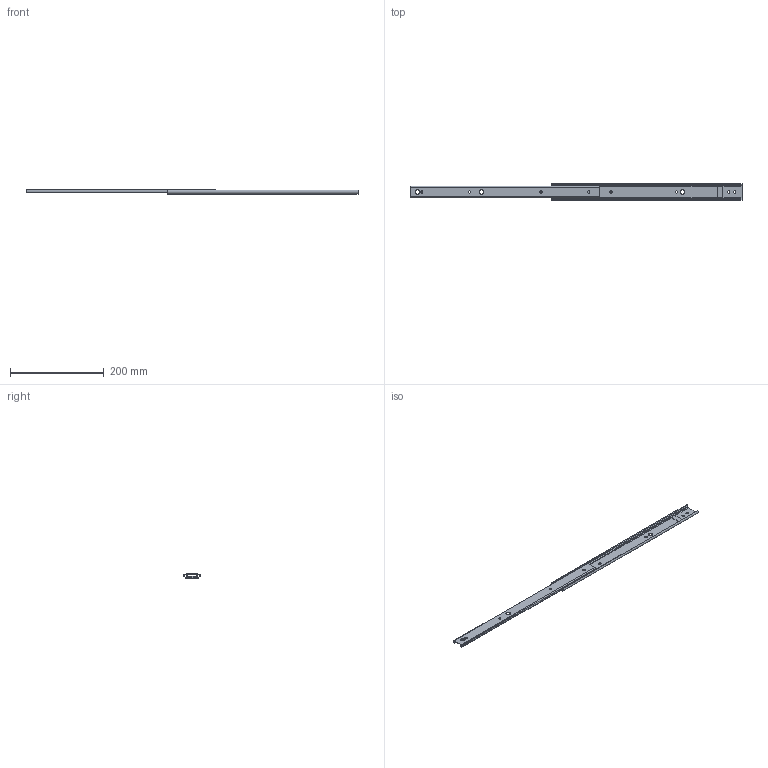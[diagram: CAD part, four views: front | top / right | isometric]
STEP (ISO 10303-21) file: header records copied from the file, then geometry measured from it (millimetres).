
FILE_DESCRIPTION (( 'STEP AP203' ), '1' );
FILE_NAME ('K-251-HD-16.STEP', '2017-05-09T02:12:18', ( '' ), ( '' ), 'SwSTEP 2.0', 'SolidWorks 2014', '' );
FILE_SCHEMA (( 'CONFIG_CONTROL_DESIGN' ));
Length unit declared in the file: millimetre
Products named in the file (3): C-251-HD-16僀儞僫乕_; K-251-HD-16; K-251-HD-16傾僂僞乕_
Assembly tree (2 placements, depth 2):
  K-251-HD-16
    K-251-HD-16傾僂僞乕_
    C-251-HD-16僀儞僫乕_
Bounding box: 708.4 x 35.3 x 9.6 mm (x, y, z)
Volume: 50346.5 mm3; surface area: 66302.1 mm2
Topology: 2 solids, 2 shells, 114 faces, 332 edges, 220 vertices
Faces by surface type: plane 65, cylinder 49
Entity records: 4149 total; most frequent: CARTESIAN_POINT 671, DIRECTION 670, ORIENTED_EDGE 664, EDGE_CURVE 332, VECTOR 232, LINE 232, VERTEX_POINT 220, AXIS2_PLACEMENT_3D 219
